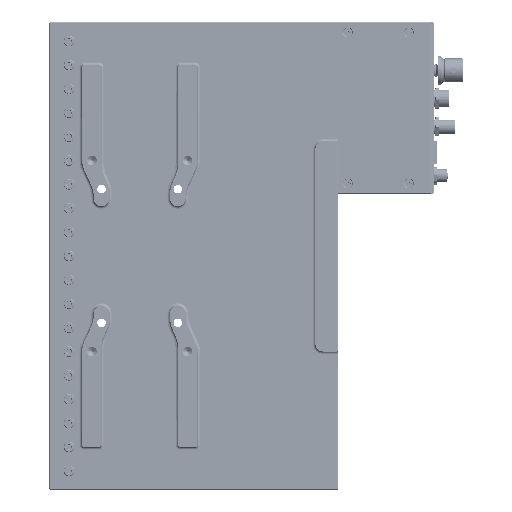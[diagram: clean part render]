
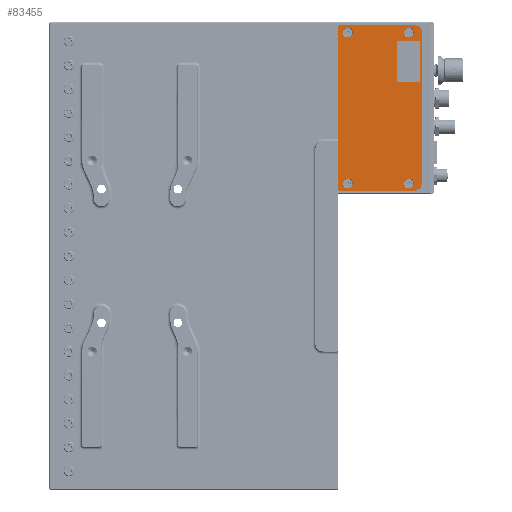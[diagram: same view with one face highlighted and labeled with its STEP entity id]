
A CAD part, front view. The second image highlights one B-rep face of the part: STEP entity #83455.
In plain terms, the highlighted face is planar.
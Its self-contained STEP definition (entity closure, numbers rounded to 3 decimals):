
#486 = CIRCLE ( 'NONE', #44199, 2.55 ) ;
#3083 = LINE ( 'NONE', #65957, #18974 ) ;
#3371 = DIRECTION ( 'NONE',  ( 0., 0., 1. ) ) ;
#4383 = ORIENTED_EDGE ( 'NONE', *, *, #16424, .F. ) ;
#4612 = DIRECTION ( 'NONE',  ( 0., 0., 1. ) ) ;
#4708 = DIRECTION ( 'NONE',  ( 0., 0., -1. ) ) ;
#6338 = VERTEX_POINT ( 'NONE', #62159 ) ;
#7250 = AXIS2_PLACEMENT_3D ( 'NONE', #94087, #39806, #48406 ) ;
#7617 = AXIS2_PLACEMENT_3D ( 'NONE', #96383, #80151, #81171 ) ;
#8437 = CIRCLE ( 'NONE', #53775, 2.55 ) ;
#8516 = AXIS2_PLACEMENT_3D ( 'NONE', #91331, #46141, #92811 ) ;
#9522 = FACE_BOUND ( 'NONE', #37698, .T. ) ;
#10656 = DIRECTION ( 'NONE',  ( 0., 1., 0. ) ) ;
#12255 = CARTESIAN_POINT ( 'NONE',  ( 39.55, 1., 18.15 ) ) ;
#12401 = CIRCLE ( 'NONE', #95134, 0.5 ) ;
#12616 = EDGE_CURVE ( 'NONE', #38717, #46973, #12401, .T. ) ;
#13579 = ORIENTED_EDGE ( 'NONE', *, *, #82773, .T. ) ;
#13630 = VERTEX_POINT ( 'NONE', #17979 ) ;
#15139 = FACE_BOUND ( 'NONE', #53928, .T. ) ;
#15229 = VERTEX_POINT ( 'NONE', #51990 ) ;
#15625 = PLANE ( 'NONE',  #90540 ) ;
#16019 = ORIENTED_EDGE ( 'NONE', *, *, #80854, .T. ) ;
#16424 = EDGE_CURVE ( 'NONE', #82763, #58609, #77901, .T. ) ;
#16927 = CIRCLE ( 'NONE', #7250, 2.55 ) ;
#17515 = EDGE_CURVE ( 'NONE', #80128, #97760, #8437, .T. ) ;
#17979 = CARTESIAN_POINT ( 'NONE',  ( 39.5, 1., -14.3 ) ) ;
#18736 = EDGE_CURVE ( 'NONE', #15229, #19091, #59212, .T. ) ;
#18899 = CIRCLE ( 'NONE', #78839, 2.55 ) ;
#18903 = CARTESIAN_POINT ( 'NONE',  ( -39.5, 1., 12.6 ) ) ;
#18974 = VECTOR ( 'NONE', #95908, 1000. ) ;
#19091 = VERTEX_POINT ( 'NONE', #41802 ) ;
#19365 = CARTESIAN_POINT ( 'NONE',  ( -39.5, 1., -16.85 ) ) ;
#19396 = EDGE_LOOP ( 'NONE', ( #64288, #85095, #44323, #16019, #88712, #97933, #36264, #13579 ) ) ;
#20309 = CARTESIAN_POINT ( 'NONE',  ( -39.5, 1., 17.7 ) ) ;
#21914 = DIRECTION ( 'NONE',  ( 0., 0., 1. ) ) ;
#22259 = AXIS2_PLACEMENT_3D ( 'NONE', #52278, #27903, #4612 ) ;
#23234 = FACE_OUTER_BOUND ( 'NONE', #19396, .T. ) ;
#23728 = DIRECTION ( 'NONE',  ( 0., 0., -1. ) ) ;
#26485 = DIRECTION ( 'NONE',  ( 0., 0., 1. ) ) ;
#26755 = EDGE_CURVE ( 'NONE', #6338, #67996, #18899, .T. ) ;
#27903 = DIRECTION ( 'NONE',  ( 0., 1., 0. ) ) ;
#29559 = CARTESIAN_POINT ( 'NONE',  ( -39.5, 1., 15.15 ) ) ;
#33305 = DIRECTION ( 'NONE',  ( 1., 0., 0. ) ) ;
#34316 = DIRECTION ( 'NONE',  ( 0., 0., 1. ) ) ;
#34552 = VECTOR ( 'NONE', #34316, 1000. ) ;
#34803 = DIRECTION ( 'NONE',  ( 0., 1., 0. ) ) ;
#35725 = EDGE_CURVE ( 'NONE', #67977, #13630, #16927, .T. ) ;
#35803 = CARTESIAN_POINT ( 'NONE',  ( -39.5, 1., 15.15 ) ) ;
#36264 = ORIENTED_EDGE ( 'NONE', *, *, #77149, .T. ) ;
#36333 = CARTESIAN_POINT ( 'NONE',  ( -43.25, 1., 18.15 ) ) ;
#37698 = EDGE_LOOP ( 'NONE', ( #50387, #65831 ) ) ;
#38717 = VERTEX_POINT ( 'NONE', #46854 ) ;
#39806 = DIRECTION ( 'NONE',  ( 0., 1., 0. ) ) ;
#40257 = AXIS2_PLACEMENT_3D ( 'NONE', #29559, #90952, #3371 ) ;
#41427 = EDGE_LOOP ( 'NONE', ( #88833, #42366 ) ) ;
#41550 = ORIENTED_EDGE ( 'NONE', *, *, #74211, .F. ) ;
#41802 = CARTESIAN_POINT ( 'NONE',  ( -43.25, 1., 18.15 ) ) ;
#41914 = LINE ( 'NONE', #71395, #98839 ) ;
#42366 = ORIENTED_EDGE ( 'NONE', *, *, #26755, .F. ) ;
#43606 = DIRECTION ( 'NONE',  ( 0., 0., 1. ) ) ;
#44199 = AXIS2_PLACEMENT_3D ( 'NONE', #58879, #89767, #43606 ) ;
#44323 = ORIENTED_EDGE ( 'NONE', *, *, #57867, .T. ) ;
#45725 = ORIENTED_EDGE ( 'NONE', *, *, #74848, .F. ) ;
#46141 = DIRECTION ( 'NONE',  ( 0., 1., 0. ) ) ;
#46854 = CARTESIAN_POINT ( 'NONE',  ( 43.25, 1., -21.35 ) ) ;
#46973 = VERTEX_POINT ( 'NONE', #99577 ) ;
#48120 = ORIENTED_EDGE ( 'NONE', *, *, #17515, .F. ) ;
#48406 = DIRECTION ( 'NONE',  ( 0., 0., 1. ) ) ;
#49744 = CARTESIAN_POINT ( 'NONE',  ( -39.55, 1., 18.15 ) ) ;
#50041 = DIRECTION ( 'NONE',  ( 0., 0., 1. ) ) ;
#50387 = ORIENTED_EDGE ( 'NONE', *, *, #81895, .F. ) ;
#51990 = CARTESIAN_POINT ( 'NONE',  ( -43.25, 1., -21.35 ) ) ;
#52278 = CARTESIAN_POINT ( 'NONE',  ( 39.5, 1., 15.15 ) ) ;
#53775 = AXIS2_PLACEMENT_3D ( 'NONE', #35803, #34803, #50041 ) ;
#53865 = CARTESIAN_POINT ( 'NONE',  ( -42.75, 1., -21.85 ) ) ;
#53928 = EDGE_LOOP ( 'NONE', ( #41550, #4383 ) ) ;
#54836 = VERTEX_POINT ( 'NONE', #62020 ) ;
#54913 = CARTESIAN_POINT ( 'NONE',  ( 39.5, 1., 15.15 ) ) ;
#54974 = CIRCLE ( 'NONE', #66259, 3.7 ) ;
#56136 = EDGE_CURVE ( 'NONE', #19091, #87159, #54974, .T. ) ;
#57867 = EDGE_CURVE ( 'NONE', #46973, #91365, #71375, .T. ) ;
#57997 = DIRECTION ( 'NONE',  ( 0., 1., 0. ) ) ;
#58175 = DIRECTION ( 'NONE',  ( -1., 0., 0. ) ) ;
#58609 = VERTEX_POINT ( 'NONE', #87182 ) ;
#58815 = CIRCLE ( 'NONE', #8516, 0.5 ) ;
#58879 = CARTESIAN_POINT ( 'NONE',  ( -39.5, 1., -16.85 ) ) ;
#59212 = LINE ( 'NONE', #36333, #34552 ) ;
#60305 = CARTESIAN_POINT ( 'NONE',  ( 39.55, 1., 21.85 ) ) ;
#62020 = CARTESIAN_POINT ( 'NONE',  ( 43.25, 1., 18.15 ) ) ;
#62159 = CARTESIAN_POINT ( 'NONE',  ( -39.5, 1., -19.4 ) ) ;
#62364 = CARTESIAN_POINT ( 'NONE',  ( 39.55, 1., 18.15 ) ) ;
#64288 = ORIENTED_EDGE ( 'NONE', *, *, #91593, .T. ) ;
#65831 = ORIENTED_EDGE ( 'NONE', *, *, #35725, .F. ) ;
#65957 = CARTESIAN_POINT ( 'NONE',  ( 43.25, 1., 18.15 ) ) ;
#66053 = CIRCLE ( 'NONE', #22259, 2.55 ) ;
#66070 = CIRCLE ( 'NONE', #69342, 3.7 ) ;
#66259 = AXIS2_PLACEMENT_3D ( 'NONE', #49744, #10656, #73096 ) ;
#67977 = VERTEX_POINT ( 'NONE', #77264 ) ;
#67996 = VERTEX_POINT ( 'NONE', #77772 ) ;
#68222 = AXIS2_PLACEMENT_3D ( 'NONE', #54913, #76248, #21914 ) ;
#69296 = DIRECTION ( 'NONE',  ( 0., 1., 0. ) ) ;
#69342 = AXIS2_PLACEMENT_3D ( 'NONE', #12255, #57997, #4708 ) ;
#70714 = EDGE_CURVE ( 'NONE', #67996, #6338, #486, .T. ) ;
#71375 = LINE ( 'NONE', #73371, #87721 ) ;
#71395 = CARTESIAN_POINT ( 'NONE',  ( 39.55, 1., 21.85 ) ) ;
#73096 = DIRECTION ( 'NONE',  ( 0., 0., -1. ) ) ;
#73371 = CARTESIAN_POINT ( 'NONE',  ( 43.25, 1., -21.85 ) ) ;
#74211 = EDGE_CURVE ( 'NONE', #58609, #82763, #66053, .T. ) ;
#74848 = EDGE_CURVE ( 'NONE', #97760, #80128, #83990, .T. ) ;
#75780 = VERTEX_POINT ( 'NONE', #60305 ) ;
#76248 = DIRECTION ( 'NONE',  ( 0., 1., 0. ) ) ;
#77149 = EDGE_CURVE ( 'NONE', #87159, #75780, #41914, .T. ) ;
#77264 = CARTESIAN_POINT ( 'NONE',  ( 39.5, 1., -19.4 ) ) ;
#77772 = CARTESIAN_POINT ( 'NONE',  ( -39.5, 1., -14.3 ) ) ;
#77901 = CIRCLE ( 'NONE', #68222, 2.55 ) ;
#78839 = AXIS2_PLACEMENT_3D ( 'NONE', #19365, #96029, #26485 ) ;
#80128 = VERTEX_POINT ( 'NONE', #18903 ) ;
#80151 = DIRECTION ( 'NONE',  ( 0., 1., 0. ) ) ;
#80295 = CARTESIAN_POINT ( 'NONE',  ( 39.5, 1., 12.6 ) ) ;
#80854 = EDGE_CURVE ( 'NONE', #91365, #15229, #58815, .T. ) ;
#81171 = DIRECTION ( 'NONE',  ( 0., 0., 1. ) ) ;
#81895 = EDGE_CURVE ( 'NONE', #13630, #67977, #86950, .T. ) ;
#82763 = VERTEX_POINT ( 'NONE', #80295 ) ;
#82773 = EDGE_CURVE ( 'NONE', #75780, #54836, #66070, .T. ) ;
#82918 = EDGE_LOOP ( 'NONE', ( #45725, #48120 ) ) ;
#83455 = ADVANCED_FACE ( 'NONE', ( #85643, #9522, #84656, #23234, #15139 ), #15625, .F. ) ;
#83990 = CIRCLE ( 'NONE', #40257, 2.55 ) ;
#84475 = CARTESIAN_POINT ( 'NONE',  ( 42.75, 1., -21.35 ) ) ;
#84656 = FACE_BOUND ( 'NONE', #82918, .T. ) ;
#85095 = ORIENTED_EDGE ( 'NONE', *, *, #12616, .T. ) ;
#85643 = FACE_BOUND ( 'NONE', #41427, .T. ) ;
#86950 = CIRCLE ( 'NONE', #7617, 2.55 ) ;
#87159 = VERTEX_POINT ( 'NONE', #87199 ) ;
#87182 = CARTESIAN_POINT ( 'NONE',  ( 39.5, 1., 17.7 ) ) ;
#87199 = CARTESIAN_POINT ( 'NONE',  ( -39.55, 1., 21.85 ) ) ;
#87721 = VECTOR ( 'NONE', #58175, 1000. ) ;
#88712 = ORIENTED_EDGE ( 'NONE', *, *, #18736, .T. ) ;
#88833 = ORIENTED_EDGE ( 'NONE', *, *, #70714, .F. ) ;
#89767 = DIRECTION ( 'NONE',  ( 0., 1., 0. ) ) ;
#90079 = DIRECTION ( 'NONE',  ( 0., 0., -1. ) ) ;
#90540 = AXIS2_PLACEMENT_3D ( 'NONE', #62364, #93257, #23728 ) ;
#90952 = DIRECTION ( 'NONE',  ( 0., 1., 0. ) ) ;
#91331 = CARTESIAN_POINT ( 'NONE',  ( -42.75, 1., -21.35 ) ) ;
#91365 = VERTEX_POINT ( 'NONE', #53865 ) ;
#91593 = EDGE_CURVE ( 'NONE', #54836, #38717, #3083, .T. ) ;
#92811 = DIRECTION ( 'NONE',  ( 0., 0., -1. ) ) ;
#93257 = DIRECTION ( 'NONE',  ( 0., -1., 0. ) ) ;
#94087 = CARTESIAN_POINT ( 'NONE',  ( 39.5, 1., -16.85 ) ) ;
#95134 = AXIS2_PLACEMENT_3D ( 'NONE', #84475, #69296, #90079 ) ;
#95908 = DIRECTION ( 'NONE',  ( 0., 0., -1. ) ) ;
#96029 = DIRECTION ( 'NONE',  ( 0., 1., 0. ) ) ;
#96383 = CARTESIAN_POINT ( 'NONE',  ( 39.5, 1., -16.85 ) ) ;
#97760 = VERTEX_POINT ( 'NONE', #20309 ) ;
#97933 = ORIENTED_EDGE ( 'NONE', *, *, #56136, .T. ) ;
#98839 = VECTOR ( 'NONE', #33305, 1000. ) ;
#99577 = CARTESIAN_POINT ( 'NONE',  ( 42.75, 1., -21.85 ) ) ;
